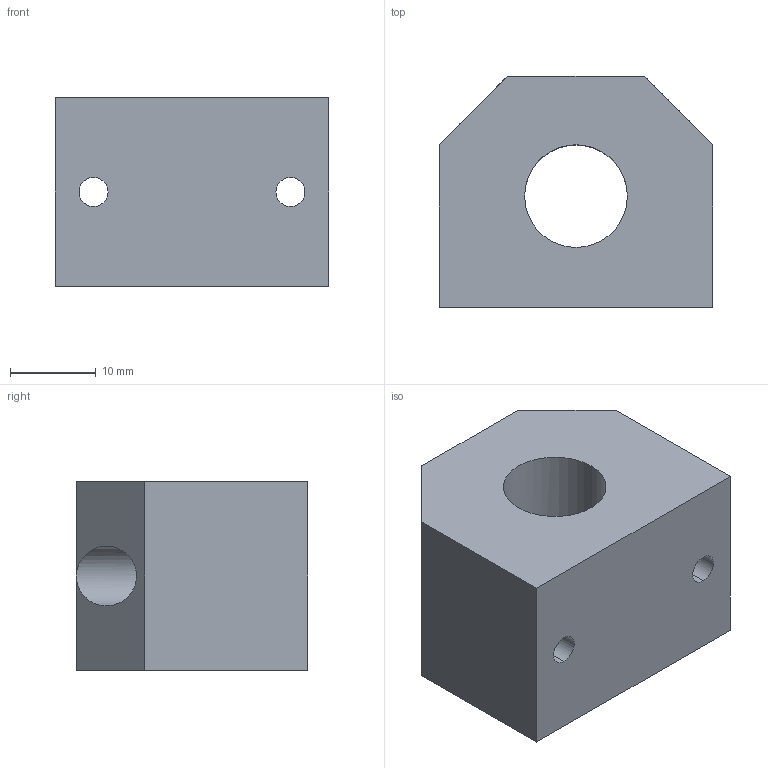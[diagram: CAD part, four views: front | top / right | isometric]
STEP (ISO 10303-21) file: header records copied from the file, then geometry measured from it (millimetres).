
FILE_DESCRIPTION (( 'STEP AP203' ), '1' );
FILE_NAME ('KGC27-6.SLDPRT.step', '2019-12-10T10:54:58', ( '' ), ( '' ), 'SwSTEP 2.0', 'SolidWorks 2019', '' );
FILE_SCHEMA (( 'CONFIG_CONTROL_DESIGN' ));
Length unit declared in the file: millimetre
Products named in the file (2): KGC27-6.SLDPRT
Bounding box: 32 x 27 x 22 mm (x, y, z)
Volume: 13749.4 mm3; surface area: 5373.4 mm2
Topology: 1 solids, 1 shells, 22 faces, 58 edges, 38 vertices
Faces by surface type: cylinder 12, plane 10
Entity records: 915 total; most frequent: CARTESIAN_POINT 202, ORIENTED_EDGE 116, DIRECTION 116, EDGE_CURVE 58, AXIS2_PLACEMENT_3D 42, VERTEX_POINT 38, VECTOR 32, LINE 32
